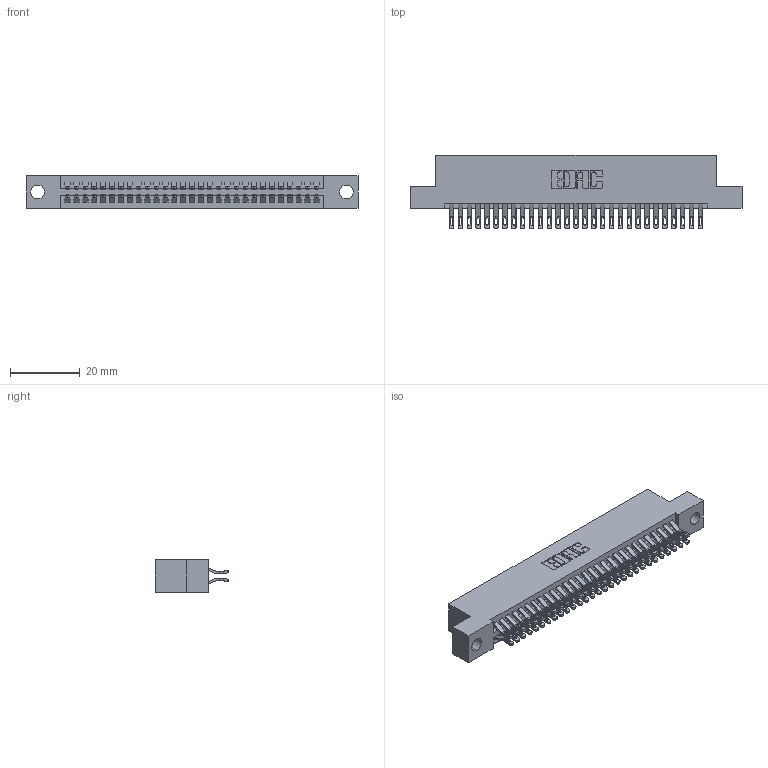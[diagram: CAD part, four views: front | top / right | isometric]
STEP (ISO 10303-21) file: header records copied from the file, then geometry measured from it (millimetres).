
FILE_DESCRIPTION (( 'STEP AP203' ), '1' );
FILE_NAME ('345-058-555-204.STEP', '2018-09-26T16:19:20', ( '' ), ( '' ), 'SwSTEP 2.0', 'SolidWorks 2016', '' );
FILE_SCHEMA (( 'CONFIG_CONTROL_DESIGN' ));
Length unit declared in the file: inch
Products named in the file (3): 345-292-001_555 Tail; 345 Part_Flush Mounting Lugs - 0.156 Dia-TH; 345-058-555-204
Assembly tree (59 placements, depth 2):
  345-058-555-204
    345 Part_Flush Mounting Lugs - 0.156 Dia-TH
    345-292-001_555 Tail  x58
Bounding box: 94.87 x 21.13 x 9.4 mm (x, y, z)
Volume: 9175.4 mm3; surface area: 13711.3 mm2
Topology: 59 solids, 59 shells, 3374 faces, 10607 edges, 7070 vertices
Faces by surface type: plane 1878, cylinder 1496
Entity records: 24833 total; most frequent: CARTESIAN_POINT 4210, ORIENTED_EDGE 4114, DIRECTION 3697, EDGE_CURVE 2057, LINE 1789, VECTOR 1789, VERTEX_POINT 1370, AXIS2_PLACEMENT_3D 954
